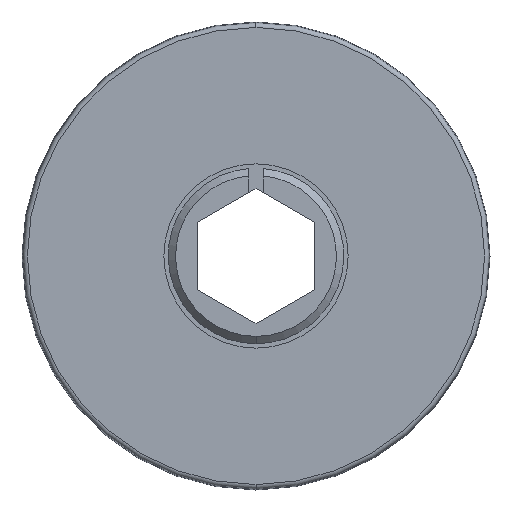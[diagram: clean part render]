
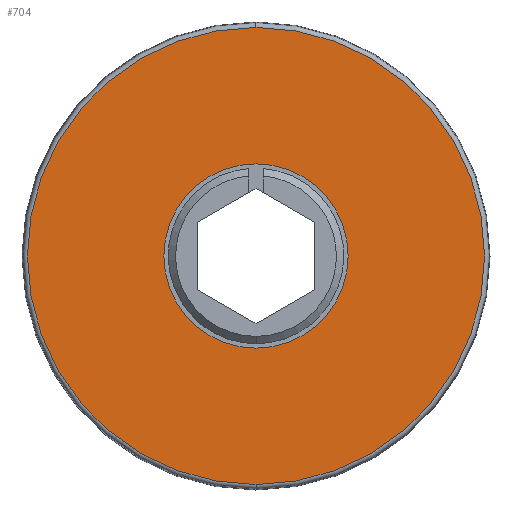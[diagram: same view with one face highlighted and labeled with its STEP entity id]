
A CAD part, left-side view. The second image highlights one B-rep face of the part: STEP entity #704.
In plain terms, the highlighted planar face has unit normal (-1, 0, 0).
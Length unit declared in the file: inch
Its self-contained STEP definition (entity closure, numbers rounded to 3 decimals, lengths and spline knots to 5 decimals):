
#3 = AXIS2_PLACEMENT_3D ( 'NONE', #396, #528, #323 ) ;
#12 = EDGE_LOOP ( 'NONE', ( #762, #726 ) ) ;
#32 = EDGE_CURVE ( 'NONE', #443, #806, #591, .T. ) ;
#53 = AXIS2_PLACEMENT_3D ( 'NONE', #531, #753, #915 ) ;
#161 = CIRCLE ( 'NONE', #3, 0.97684 ) ;
#167 = DIRECTION ( 'NONE',  ( -1., 0., 0. ) ) ;
#179 = CIRCLE ( 'NONE', #404, 0.97684 ) ;
#200 = DIRECTION ( 'NONE',  ( 0., 0., -1. ) ) ;
#240 = CIRCLE ( 'NONE', #53, 0.3937 ) ;
#302 = EDGE_CURVE ( 'NONE', #806, #443, #240, .T. ) ;
#311 = FACE_OUTER_BOUND ( 'NONE', #429, .T. ) ;
#323 = DIRECTION ( 'NONE',  ( 0., 0., -1. ) ) ;
#338 = AXIS2_PLACEMENT_3D ( 'NONE', #615, #992, #456 ) ;
#380 = ORIENTED_EDGE ( 'NONE', *, *, #719, .T. ) ;
#390 = FACE_BOUND ( 'NONE', #12, .T. ) ;
#391 = EDGE_CURVE ( 'NONE', #419, #492, #161, .T. ) ;
#396 = CARTESIAN_POINT ( 'NONE',  ( -0.21875, 0., 0. ) ) ;
#404 = AXIS2_PLACEMENT_3D ( 'NONE', #926, #167, #678 ) ;
#414 = CARTESIAN_POINT ( 'NONE',  ( -0.21875, 0., -0.97684 ) ) ;
#419 = VERTEX_POINT ( 'NONE', #613 ) ;
#429 = EDGE_LOOP ( 'NONE', ( #380, #834 ) ) ;
#443 = VERTEX_POINT ( 'NONE', #641 ) ;
#456 = DIRECTION ( 'NONE',  ( 0., 0., -1. ) ) ;
#492 = VERTEX_POINT ( 'NONE', #414 ) ;
#502 = CARTESIAN_POINT ( 'NONE',  ( -0.21875, 0., 0. ) ) ;
#526 = CARTESIAN_POINT ( 'NONE',  ( -0.21875, 0., -0.3937 ) ) ;
#528 = DIRECTION ( 'NONE',  ( -1., 0., 0. ) ) ;
#531 = CARTESIAN_POINT ( 'NONE',  ( -0.21875, 0., 0. ) ) ;
#591 = CIRCLE ( 'NONE', #733, 0.3937 ) ;
#613 = CARTESIAN_POINT ( 'NONE',  ( -0.21875, 0., 0.97684 ) ) ;
#615 = CARTESIAN_POINT ( 'NONE',  ( -0.21875, 0., 0. ) ) ;
#641 = CARTESIAN_POINT ( 'NONE',  ( -0.21875, 0., 0.3937 ) ) ;
#678 = DIRECTION ( 'NONE',  ( 0., 0., -1. ) ) ;
#704 = ADVANCED_FACE ( 'NONE', ( #390, #311 ), #845, .F. ) ;
#719 = EDGE_CURVE ( 'NONE', #492, #419, #179, .T. ) ;
#726 = ORIENTED_EDGE ( 'NONE', *, *, #302, .T. ) ;
#733 = AXIS2_PLACEMENT_3D ( 'NONE', #502, #810, #200 ) ;
#753 = DIRECTION ( 'NONE',  ( 1., 0., 0. ) ) ;
#762 = ORIENTED_EDGE ( 'NONE', *, *, #32, .T. ) ;
#806 = VERTEX_POINT ( 'NONE', #526 ) ;
#810 = DIRECTION ( 'NONE',  ( 1., 0., 0. ) ) ;
#834 = ORIENTED_EDGE ( 'NONE', *, *, #391, .T. ) ;
#845 = PLANE ( 'NONE',  #338 ) ;
#915 = DIRECTION ( 'NONE',  ( 0., 0., -1. ) ) ;
#926 = CARTESIAN_POINT ( 'NONE',  ( -0.21875, 0., 0. ) ) ;
#992 = DIRECTION ( 'NONE',  ( 1., 0., 0. ) ) ;
